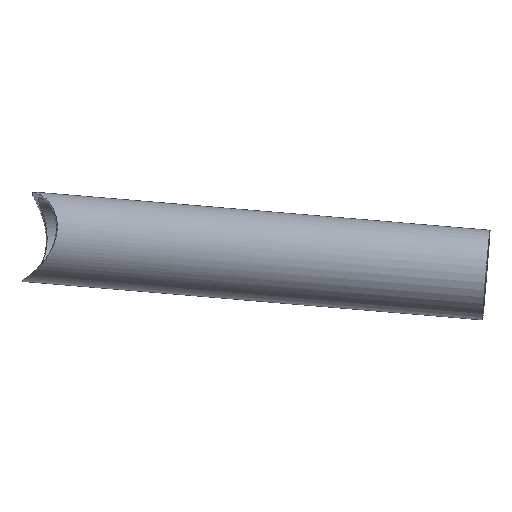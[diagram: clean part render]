
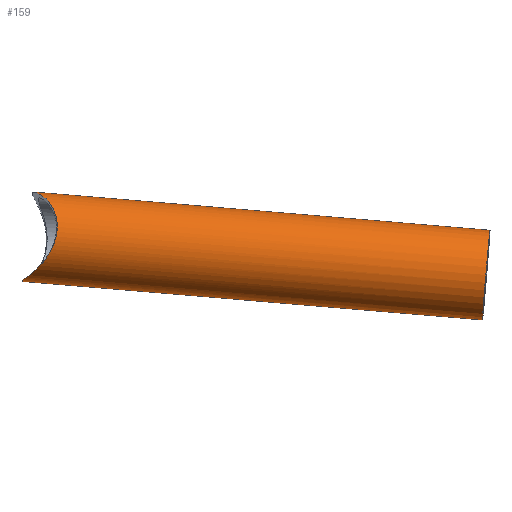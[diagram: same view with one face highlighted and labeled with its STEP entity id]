
A CAD part, top view. The second image highlights one B-rep face of the part: STEP entity #159.
In plain terms, the highlighted cylindrical face has radius 12.5 mm (diameter 25 mm), a partial arc.
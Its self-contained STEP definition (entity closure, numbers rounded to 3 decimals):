
#57=CARTESIAN_POINT('Axis2P3D Location',(-492.682,-245.252,169.)) ;
#61=CARTESIAN_POINT('Vertex',(-491.64,-232.796,169.)) ;
#63=CARTESIAN_POINT('Vertex',(-493.725,-257.709,169.)) ;
#94=CARTESIAN_POINT('Axis2P3D Location',(-560.554,-239.572,168.376)) ;
#99=CARTESIAN_POINT('Line Origine',(-561.596,-252.028,168.376)) ;
#103=CARTESIAN_POINT('Vertex',(-621.493,-247.016,167.825)) ;
#106=CARTESIAN_POINT('Line Origine',(-559.511,-227.116,168.376)) ;
#110=CARTESIAN_POINT('Vertex',(-618.185,-222.205,167.837)) ;
#114=CARTESIAN_POINT('Control Point',(-618.185,-222.205,167.837)) ;
#115=CARTESIAN_POINT('Control Point',(-617.777,-222.239,169.033)) ;
#116=CARTESIAN_POINT('Control Point',(-617.23,-222.428,170.177)) ;
#117=CARTESIAN_POINT('Control Point',(-616.628,-222.735,171.252)) ;
#118=CARTESIAN_POINT('Control Point',(-615.275,-223.639,173.5)) ;
#119=CARTESIAN_POINT('Control Point',(-613.972,-225.044,175.513)) ;
#120=CARTESIAN_POINT('Control Point',(-613.323,-225.95,176.535)) ;
#121=CARTESIAN_POINT('Control Point',(-612.46,-227.621,177.995)) ;
#122=CARTESIAN_POINT('Control Point',(-611.968,-229.638,179.115)) ;
#123=CARTESIAN_POINT('Control Point',(-611.847,-230.41,179.467)) ;
#124=CARTESIAN_POINT('Control Point',(-611.745,-231.944,180.019)) ;
#125=CARTESIAN_POINT('Control Point',(-611.894,-233.541,180.32)) ;
#126=CARTESIAN_POINT('Control Point',(-612.023,-234.305,180.402)) ;
#127=CARTESIAN_POINT('Control Point',(-612.474,-236.152,180.453)) ;
#128=CARTESIAN_POINT('Control Point',(-613.211,-237.893,180.165)) ;
#129=CARTESIAN_POINT('Control Point',(-613.726,-238.86,179.887)) ;
#130=CARTESIAN_POINT('Control Point',(-614.297,-239.759,179.523)) ;
#131=CARTESIAN_POINT('Control Point',(-614.904,-240.591,179.082)) ;
#132=CARTESIAN_POINT('Vertex',(-614.904,-240.591,179.082)) ;
#136=CARTESIAN_POINT('Control Point',(-621.493,-247.016,167.825)) ;
#137=CARTESIAN_POINT('Control Point',(-621.568,-247.009,168.282)) ;
#138=CARTESIAN_POINT('Control Point',(-621.614,-246.984,168.744)) ;
#139=CARTESIAN_POINT('Control Point',(-621.624,-246.941,169.206)) ;
#140=CARTESIAN_POINT('Control Point',(-621.571,-246.818,170.114)) ;
#141=CARTESIAN_POINT('Control Point',(-621.38,-246.628,170.992)) ;
#142=CARTESIAN_POINT('Control Point',(-621.254,-246.52,171.414)) ;
#143=CARTESIAN_POINT('Control Point',(-620.924,-246.255,172.304)) ;
#144=CARTESIAN_POINT('Control Point',(-620.491,-245.933,173.131)) ;
#145=CARTESIAN_POINT('Control Point',(-620.234,-245.743,173.56)) ;
#146=CARTESIAN_POINT('Control Point',(-619.114,-244.907,175.25)) ;
#147=CARTESIAN_POINT('Control Point',(-617.789,-243.838,176.665)) ;
#148=CARTESIAN_POINT('Control Point',(-616.787,-242.904,177.612)) ;
#149=CARTESIAN_POINT('Control Point',(-615.804,-241.821,178.431)) ;
#150=CARTESIAN_POINT('Control Point',(-614.904,-240.591,179.082)) ;
#58=DIRECTION('Axis2P3D Direction',(0.996,-0.083,0.009)) ;
#95=DIRECTION('Axis2P3D Direction',(0.996,-0.083,0.009)) ;
#96=DIRECTION('Axis2P3D XDirection',(0.083,0.997,0.)) ;
#100=DIRECTION('Vector Direction',(0.996,-0.083,0.009)) ;
#107=DIRECTION('Vector Direction',(0.996,-0.083,0.009)) ;
#59=AXIS2_PLACEMENT_3D('Circle Axis2P3D',#57,#58,$) ;
#97=AXIS2_PLACEMENT_3D('Cylinder Axis2P3D',#94,#95,#96) ;
#153=ORIENTED_EDGE('',*,*,#105,.T.) ;
#154=ORIENTED_EDGE('',*,*,#65,.F.) ;
#155=ORIENTED_EDGE('',*,*,#112,.F.) ;
#156=ORIENTED_EDGE('',*,*,#134,.T.) ;
#157=ORIENTED_EDGE('',*,*,#151,.F.) ;
#101=VECTOR('Line Direction',#100,1.) ;
#108=VECTOR('Line Direction',#107,1.) ;
#159=ADVANCED_FACE('PartBody',(#158),#98,.T.) ;
#113=B_SPLINE_CURVE_WITH_KNOTS('',5,(#114,#115,#116,#117,#118,#119,#120,#121,#122,#123,#124,#125,#126,#127,#128,#129,#130,#131),.UNSPECIFIED.,.F.,.U.,(6,3,3,3,3,6),(0.,8.939,19.536,25.546,31.013,38.932),.UNSPECIFIED.) ;
#135=B_SPLINE_CURVE_WITH_KNOTS('',5,(#136,#137,#138,#139,#140,#141,#142,#143,#144,#145,#146,#147,#148,#149,#150),.UNSPECIFIED.,.F.,.U.,(6,3,3,3,6),(0.,3.274,6.467,10.235,21.96),.UNSPECIFIED.) ;
#60=CIRCLE('generated circle',#59,12.5) ;
#98=CYLINDRICAL_SURFACE('generated cylinder',#97,12.5) ;
#65=EDGE_CURVE('',#62,#64,#60,.T.) ;
#105=EDGE_CURVE('',#104,#64,#102,.T.) ;
#112=EDGE_CURVE('',#111,#62,#109,.T.) ;
#134=EDGE_CURVE('',#111,#133,#113,.T.) ;
#151=EDGE_CURVE('',#104,#133,#135,.T.) ;
#152=EDGE_LOOP('',(#153,#154,#155,#156,#157)) ;
#158=FACE_OUTER_BOUND('',#152,.T.) ;
#102=LINE('Line',#99,#101) ;
#109=LINE('Line',#106,#108) ;
#62=VERTEX_POINT('',#61) ;
#64=VERTEX_POINT('',#63) ;
#104=VERTEX_POINT('',#103) ;
#111=VERTEX_POINT('',#110) ;
#133=VERTEX_POINT('',#132) ;
